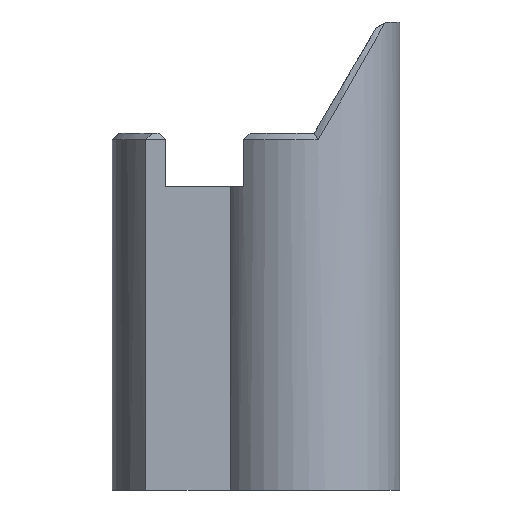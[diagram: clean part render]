
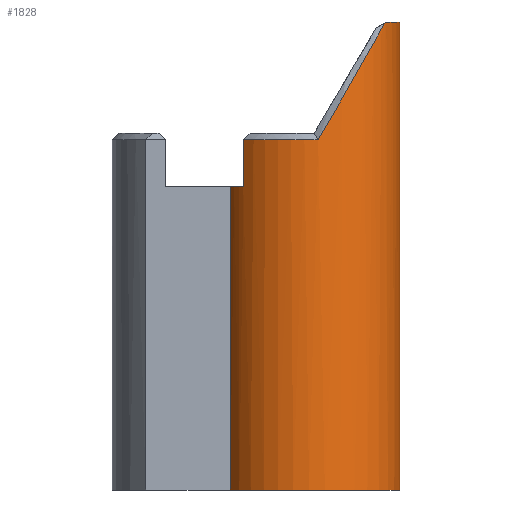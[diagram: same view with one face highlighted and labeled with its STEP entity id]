
A CAD part, left-side view. The second image highlights one B-rep face of the part: STEP entity #1828.
In plain terms, the highlighted cylindrical face has radius 13.5 mm (diameter 27 mm), a partial arc.
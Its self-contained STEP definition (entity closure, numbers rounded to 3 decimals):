
#68=B_SPLINE_CURVE_WITH_KNOTS('',3,(#3399,#3400,#3401,#3402,#3403,#3404,
#3405),.UNSPECIFIED.,.F.,.F.,(4,3,4),(3.169,3.225,
3.317),.UNSPECIFIED.);
#72=B_SPLINE_CURVE_WITH_KNOTS('',3,(#3427,#3428,#3429,#3430,#3431),
 .UNSPECIFIED.,.F.,.F.,(4,1,4),(1.608,1.974,2.44),
 .UNSPECIFIED.);
#104=CIRCLE('',#1953,13.5);
#112=CIRCLE('',#1973,13.5);
#113=CIRCLE('',#1974,13.5);
#114=CIRCLE('',#1975,13.5);
#132=ELLIPSE('',#1976,15.552,13.5);
#150=CYLINDRICAL_SURFACE('',#1972,13.5);
#207=FACE_OUTER_BOUND('',#307,.T.);
#307=EDGE_LOOP('',(#1428,#1429,#1430,#1431,#1432,#1433,#1434,#1435,#1436,
#1437));
#475=LINE('',#3443,#653);
#476=LINE('',#3445,#654);
#477=LINE('',#3449,#655);
#653=VECTOR('',#2314,10.);
#654=VECTOR('',#2315,10.);
#655=VECTOR('',#2318,10.);
#817=VERTEX_POINT('',#3053);
#818=VERTEX_POINT('',#3055);
#844=VERTEX_POINT('',#3397);
#845=VERTEX_POINT('',#3398);
#848=VERTEX_POINT('',#3420);
#852=VERTEX_POINT('',#3441);
#853=VERTEX_POINT('',#3444);
#854=VERTEX_POINT('',#3446);
#855=VERTEX_POINT('',#3448);
#856=VERTEX_POINT('',#3450);
#1034=EDGE_CURVE('',#818,#817,#104,.T.);
#1070=EDGE_CURVE('',#844,#845,#68,.T.);
#1074=EDGE_CURVE('',#848,#844,#72,.T.);
#1079=EDGE_CURVE('',#852,#848,#112,.T.);
#1080=EDGE_CURVE('',#852,#818,#475,.T.);
#1081=EDGE_CURVE('',#853,#817,#476,.T.);
#1082=EDGE_CURVE('',#854,#853,#113,.T.);
#1083=EDGE_CURVE('',#854,#855,#477,.T.);
#1084=EDGE_CURVE('',#856,#855,#114,.T.);
#1085=EDGE_CURVE('',#845,#856,#132,.T.);
#1428=ORIENTED_EDGE('',*,*,#1070,.F.);
#1429=ORIENTED_EDGE('',*,*,#1074,.F.);
#1430=ORIENTED_EDGE('',*,*,#1079,.F.);
#1431=ORIENTED_EDGE('',*,*,#1080,.T.);
#1432=ORIENTED_EDGE('',*,*,#1034,.T.);
#1433=ORIENTED_EDGE('',*,*,#1081,.F.);
#1434=ORIENTED_EDGE('',*,*,#1082,.F.);
#1435=ORIENTED_EDGE('',*,*,#1083,.T.);
#1436=ORIENTED_EDGE('',*,*,#1084,.F.);
#1437=ORIENTED_EDGE('',*,*,#1085,.F.);
#1828=ADVANCED_FACE('',(#207),#150,.T.);
#1953=AXIS2_PLACEMENT_3D('',#3056,#2253,#2254);
#1972=AXIS2_PLACEMENT_3D('',#3440,#2310,#2311);
#1973=AXIS2_PLACEMENT_3D('',#3442,#2312,#2313);
#1974=AXIS2_PLACEMENT_3D('',#3447,#2316,#2317);
#1975=AXIS2_PLACEMENT_3D('',#3451,#2319,#2320);
#1976=AXIS2_PLACEMENT_3D('',#3452,#2321,#2322);
#2253=DIRECTION('center_axis',(0.,0.,-1.));
#2254=DIRECTION('ref_axis',(-0.5,0.866,0.));
#2310=DIRECTION('center_axis',(0.,0.,1.));
#2311=DIRECTION('ref_axis',(-0.5,0.866,0.));
#2312=DIRECTION('center_axis',(0.,0.,1.));
#2313=DIRECTION('ref_axis',(-0.5,0.866,0.));
#2314=DIRECTION('',(0.,0.,-1.));
#2315=DIRECTION('',(0.,0.,1.));
#2316=DIRECTION('center_axis',(0.,0.,-1.));
#2317=DIRECTION('ref_axis',(-0.5,0.866,0.));
#2318=DIRECTION('',(0.,0.,1.));
#2319=DIRECTION('center_axis',(0.,0.,1.));
#2320=DIRECTION('ref_axis',(-0.5,0.866,0.));
#2321=DIRECTION('center_axis',(0.,0.496,0.868));
#2322=DIRECTION('ref_axis',(0.,0.868,-0.496));
#3053=CARTESIAN_POINT('',(-16.75,1.691,42.));
#3055=CARTESIAN_POINT('',(-19.327,-0.24,42.));
#3056=CARTESIAN_POINT('Origin',(-10.,-10.,42.));
#3397=CARTESIAN_POINT('',(-18.14,-20.77,65.5));
#3398=CARTESIAN_POINT('',(-17.508,-21.219,66.339));
#3399=CARTESIAN_POINT('Ctrl Pts',(-18.14,-20.77,65.5));
#3400=CARTESIAN_POINT('Ctrl Pts',(-18.069,-20.824,65.598));
#3401=CARTESIAN_POINT('Ctrl Pts',(-17.995,-20.879,65.699));
#3402=CARTESIAN_POINT('Ctrl Pts',(-17.917,-20.935,65.801));
#3403=CARTESIAN_POINT('Ctrl Pts',(-17.788,-21.028,65.971));
#3404=CARTESIAN_POINT('Ctrl Pts',(-17.653,-21.123,66.15));
#3405=CARTESIAN_POINT('Ctrl Pts',(-17.508,-21.219,66.339));
#3420=CARTESIAN_POINT('',(-23.431,-11.364,49.));
#3427=CARTESIAN_POINT('Ctrl Pts',(-23.431,-11.364,49.));
#3428=CARTESIAN_POINT('Ctrl Pts',(-23.265,-12.999,51.792));
#3429=CARTESIAN_POINT('Ctrl Pts',(-22.204,-16.639,58.083));
#3430=CARTESIAN_POINT('Ctrl Pts',(-19.763,-19.542,63.265));
#3431=CARTESIAN_POINT('Ctrl Pts',(-18.14,-20.77,65.5));
#3440=CARTESIAN_POINT('Origin',(-10.,-10.,50.));
#3441=CARTESIAN_POINT('',(-19.327,-0.24,49.));
#3442=CARTESIAN_POINT('Origin',(-10.,-10.,49.));
#3443=CARTESIAN_POINT('',(-19.327,-0.24,0.));
#3444=CARTESIAN_POINT('',(-16.75,1.691,-3.));
#3445=CARTESIAN_POINT('',(-16.75,1.691,0.));
#3446=CARTESIAN_POINT('',(-9.999,-23.5,-3.));
#3447=CARTESIAN_POINT('Origin',(-10.,-10.,-3.));
#3448=CARTESIAN_POINT('',(-9.999,-23.5,66.5));
#3449=CARTESIAN_POINT('',(-9.999,-23.5,10.));
#3450=CARTESIAN_POINT('',(-17.071,-21.5,66.5));
#3451=CARTESIAN_POINT('Origin',(-10.,-10.,66.5));
#3452=CARTESIAN_POINT('Origin',(-10.,-10.,59.923));
